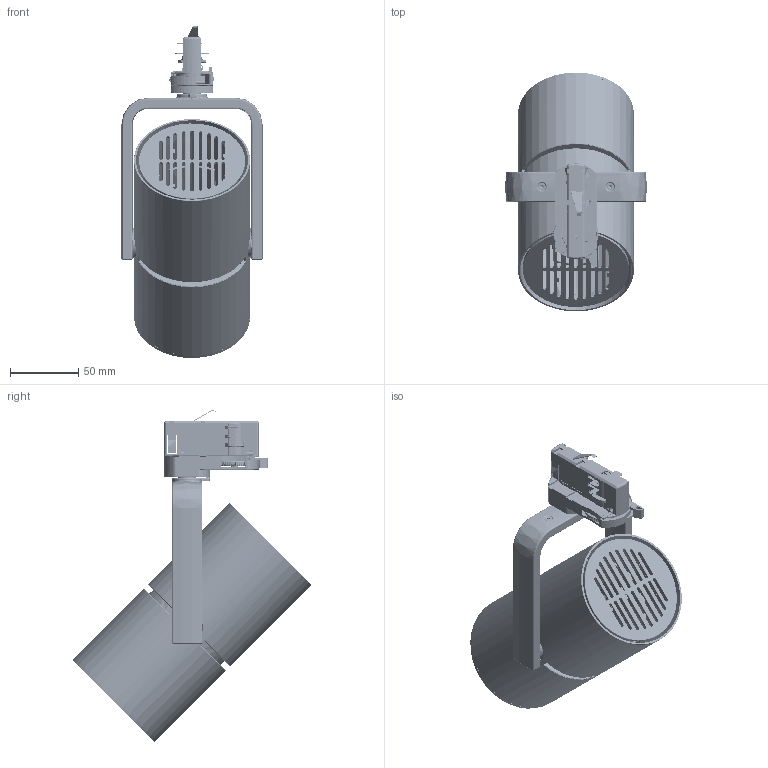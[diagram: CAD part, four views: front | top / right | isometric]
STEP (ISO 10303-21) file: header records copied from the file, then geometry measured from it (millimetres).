
FILE_DESCRIPTION(/* description */ ('This is a sample STEP configuration'),/* implementation_level */ '2;1');
FILE_NAME(/* name */ '637-00101xxxxxxxxx _Simple.ipt_Rev_00.2.stp',/* time_stamp */ '2021-02-06T15:33:19+01:00',/* author */ ('powerJobs'),/* organization */ ('coolOrange'),/* preprocessor_version */ 'ST-DEVELOPER v18.1',/* originating_system */ 'Autodesk Inventor 2020',/* authorisation */ '');
FILE_SCHEMA (('AUTOMOTIVE_DESIGN { 1 0 10303 214 3 1 1 }'));
Length unit declared in the file: millimetre
Products named in the file (1): ENG000019185
Bounding box: 103.3 x 174.86 x 242.88 mm (x, y, z)
Volume: 243020.6 mm3; surface area: 231256.3 mm2
Topology: 10 solids, 13 shells, 6619 faces, 17729 edges, 11010 vertices
Faces by surface type: plane 2829, cylinder 1644, bspline 1332, sphere 322, torus 306, cone 186
Full cylindrical faces by diameter (mm): 1.25 x2, 1.5 x1, 2 x3, 2.18 x12, 2.5 x1, 2.6 x2, 2.693 x2, 2.9 x3, 3 x3, 3.2 x7, 3.5 x2, 5.3 x1, 5.5 x1, 5.6 x2, 9 x2, 12.9 x1, 14.514 x1, 15.6 x1, 22 x1, 23.2 x1, 24 x1, 69 x1, 78 x1, 80.8 x1, 81.93 x1, 85 x1
Entity records: 263771 total; most frequent: CARTESIAN_POINT 97658, ORIENTED_EDGE 35370, DIRECTION 30914, EDGE_CURVE 17685, VERTEX_POINT 11010, AXIS2_PLACEMENT_3D 10775, LINE 9364, VECTOR 9364
